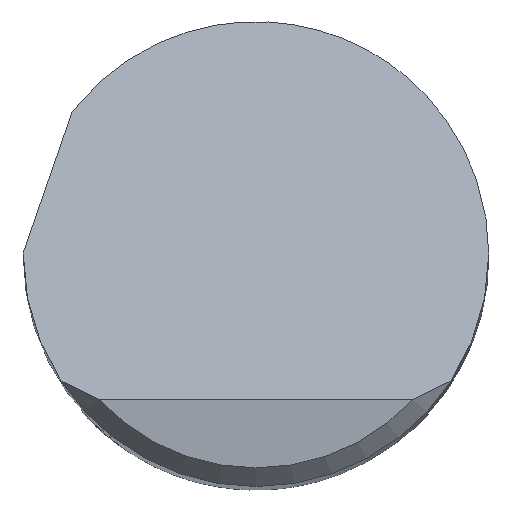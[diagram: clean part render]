
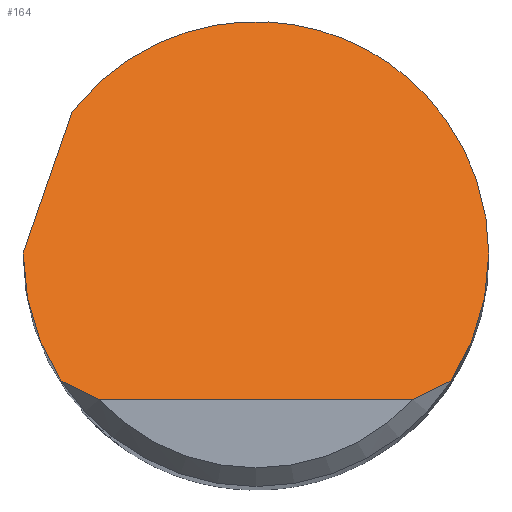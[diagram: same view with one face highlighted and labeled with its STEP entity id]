
A CAD part, top view. The second image highlights one B-rep face of the part: STEP entity #164.
In plain terms, the highlighted planar face has unit normal (0, 0.707, 0.707).
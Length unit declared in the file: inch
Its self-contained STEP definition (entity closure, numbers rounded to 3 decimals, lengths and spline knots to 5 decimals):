
#1 = CARTESIAN_POINT ( 'NONE',  ( 0.1875, -0.03666, 1.91916 ) ) ;
#4 = CARTESIAN_POINT ( 'NONE',  ( 0.1369, -0.11288, 1.99538 ) ) ;
#26 = CARTESIAN_POINT ( 'NONE',  ( -0.1875, 0., 1.8825 ) ) ;
#59 = LINE ( 'NONE', #510, #485 ) ;
#74 = CARTESIAN_POINT ( 'NONE',  ( -0.12629, -0.1175, 2. ) ) ;
#78 = LINE ( 'NONE', #612, #667 ) ;
#92 = CARTESIAN_POINT ( 'NONE',  ( -0.1875, 0., 1.8825 ) ) ;
#107 = CARTESIAN_POINT ( 'NONE',  ( -0.1875, 0.00067, 1.88183 ) ) ;
#109 = CARTESIAN_POINT ( 'NONE',  ( 0.12629, -0.1175, 2. ) ) ;
#117 = VERTEX_POINT ( 'NONE', #109 ) ;
#121 = EDGE_LOOP ( 'NONE', ( #621, #559, #125, #630, #211, #299, #492, #237 ) ) ;
#125 = ORIENTED_EDGE ( 'NONE', *, *, #598, .F. ) ;
#130 = VERTEX_POINT ( 'NONE', #243 ) ;
#138 = CARTESIAN_POINT ( 'NONE',  ( -0.1369, -0.11288, 1.99538 ) ) ;
#164 = ADVANCED_FACE ( 'NONE', ( #823 ), #763, .F. ) ;
#175 = CARTESIAN_POINT ( 'NONE',  ( -0.1875, -0.1175, 2. ) ) ;
#200 = DIRECTION ( 'NONE',  ( 0.238, 0.687, -0.687 ) ) ;
#204 = EDGE_CURVE ( 'NONE', #822, #130, #59, .T. ) ;
#208 = CARTESIAN_POINT ( 'NONE',  ( -0.14711, -0.10785, 1.99035 ) ) ;
#209 = CARTESIAN_POINT ( 'NONE',  ( -0.01587, 0.28485, 1.59765 ) ) ;
#211 = ORIENTED_EDGE ( 'NONE', *, *, #204, .F. ) ;
#218 = CARTESIAN_POINT ( 'NONE',  ( -0.14795, 0.11518, 1.76732 ) ) ;
#234 = DIRECTION ( 'NONE',  ( 0., -0.707, -0.707 ) ) ;
#237 = ORIENTED_EDGE ( 'NONE', *, *, #431, .T. ) ;
#243 = CARTESIAN_POINT ( 'NONE',  ( -0.14795, 0.11518, 1.76732 ) ) ;
#277 = CARTESIAN_POINT ( 'NONE',  ( 0.157, -0.1025, 1.985 ) ) ;
#299 = ORIENTED_EDGE ( 'NONE', *, *, #503, .F. ) ;
#302 = CARTESIAN_POINT ( 'NONE',  ( -0.157, -0.1025, 1.985 ) ) ;
#395 = CARTESIAN_POINT ( 'NONE',  ( 0.12629, -0.1175, 2. ) ) ;
#403 = DIRECTION ( 'NONE',  ( 1., 0., 0. ) ) ;
#431 = EDGE_CURVE ( 'NONE', #496, #795, #793, .T. ) ;
#438 =( BOUNDED_CURVE ( )  B_SPLINE_CURVE ( 3, ( #523, #1, #646, #586 ),
 .UNSPECIFIED., .F., .F. ) 
 B_SPLINE_CURVE_WITH_KNOTS ( ( 4, 4 ),
 ( 1.5708, 2.14917 ),
 .UNSPECIFIED. ) 
 CURVE ( )  GEOMETRIC_REPRESENTATION_ITEM ( )  RATIONAL_B_SPLINE_CURVE ( ( 1., 0.972, 0.972, 1. ) ) 
 REPRESENTATION_ITEM ( '' )  );
#461 =( BOUNDED_CURVE ( )  B_SPLINE_CURVE ( 3, ( #218, #209, #726, #478 ),
 .UNSPECIFIED., .F., .F. ) 
 B_SPLINE_CURVE_WITH_KNOTS ( ( 4, 4 ),
 ( 5.37386, 7.85398 ),
 .UNSPECIFIED. ) 
 CURVE ( )  GEOMETRIC_REPRESENTATION_ITEM ( )  RATIONAL_B_SPLINE_CURVE ( ( 1., 0.55, 0.55, 1. ) ) 
 REPRESENTATION_ITEM ( '' )  );
#478 = CARTESIAN_POINT ( 'NONE',  ( 0.1875, 0., 1.8825 ) ) ;
#485 = VECTOR ( 'NONE', #200, 39.37008 ) ;
#487 = CARTESIAN_POINT ( 'NONE',  ( 0.1875, 0., 1.8825 ) ) ;
#492 = ORIENTED_EDGE ( 'NONE', *, *, #512, .F. ) ;
#496 = VERTEX_POINT ( 'NONE', #697 ) ;
#503 = EDGE_CURVE ( 'NONE', #777, #822, #551, .T. ) ;
#510 = CARTESIAN_POINT ( 'NONE',  ( -0.22622, -0.1108, 1.9933 ) ) ;
#512 = EDGE_CURVE ( 'NONE', #496, #777, #637, .T. ) ;
#523 = CARTESIAN_POINT ( 'NONE',  ( 0.1875, 0., 1.8825 ) ) ;
#524 = VERTEX_POINT ( 'NONE', #487 ) ;
#548 = CARTESIAN_POINT ( 'NONE',  ( -0.12629, -0.1175, 2. ) ) ;
#551 =( BOUNDED_CURVE ( )  B_SPLINE_CURVE ( 3, ( #92, #701, #107, #765 ),
 .UNSPECIFIED., .F., .F. ) 
 B_SPLINE_CURVE_WITH_KNOTS ( ( 4, 4 ),
 ( 4.71239, 4.71772 ),
 .UNSPECIFIED. ) 
 CURVE ( )  GEOMETRIC_REPRESENTATION_ITEM ( )  RATIONAL_B_SPLINE_CURVE ( ( 1., 1., 1., 1. ) ) 
 REPRESENTATION_ITEM ( '' )  );
#555 = AXIS2_PLACEMENT_3D ( 'NONE', #175, #234, #636 ) ;
#559 = ORIENTED_EDGE ( 'NONE', *, *, #774, .T. ) ;
#586 = CARTESIAN_POINT ( 'NONE',  ( 0.157, -0.1025, 1.985 ) ) ;
#598 = EDGE_CURVE ( 'NONE', #524, #756, #438, .T. ) ;
#607 = CARTESIAN_POINT ( 'NONE',  ( 0.14711, -0.10785, 1.99035 ) ) ;
#612 = CARTESIAN_POINT ( 'NONE',  ( 0., -0.1175, 2. ) ) ;
#621 = ORIENTED_EDGE ( 'NONE', *, *, #743, .T. ) ;
#625 = CARTESIAN_POINT ( 'NONE',  ( -0.1875, -0.03666, 1.91916 ) ) ;
#630 = ORIENTED_EDGE ( 'NONE', *, *, #731, .F. ) ;
#636 = DIRECTION ( 'NONE',  ( 0., 0.707, -0.707 ) ) ;
#637 =( BOUNDED_CURVE ( )  B_SPLINE_CURVE ( 3, ( #302, #809, #625, #26 ),
 .UNSPECIFIED., .F., .T. ) 
 B_SPLINE_CURVE_WITH_KNOTS ( ( 4, 4 ),
 ( 4.13401, 4.71239 ),
 .UNSPECIFIED. ) 
 CURVE ( )  GEOMETRIC_REPRESENTATION_ITEM ( )  RATIONAL_B_SPLINE_CURVE ( ( 1., 0.972, 0.972, 1. ) ) 
 REPRESENTATION_ITEM ( '' )  );
#646 = CARTESIAN_POINT ( 'NONE',  ( 0.17704, -0.0718, 1.9543 ) ) ;
#651 = B_SPLINE_CURVE_WITH_KNOTS ( 'NONE', 3,
 ( #395, #4, #607, #277 ),
 .UNSPECIFIED., .F., .F.,
 ( 4, 4 ),
 ( 0., 0.00095 ),
 .UNSPECIFIED. ) ;
#667 = VECTOR ( 'NONE', #403, 39.37008 ) ;
#675 = CARTESIAN_POINT ( 'NONE',  ( 0.157, -0.1025, 1.985 ) ) ;
#681 = CARTESIAN_POINT ( 'NONE',  ( -0.1875, 0.001, 1.8815 ) ) ;
#697 = CARTESIAN_POINT ( 'NONE',  ( -0.157, -0.1025, 1.985 ) ) ;
#701 = CARTESIAN_POINT ( 'NONE',  ( -0.1875, 0.00033, 1.88217 ) ) ;
#726 = CARTESIAN_POINT ( 'NONE',  ( 0.1875, 0.21502, 1.66748 ) ) ;
#731 = EDGE_CURVE ( 'NONE', #130, #524, #461, .T. ) ;
#737 = CARTESIAN_POINT ( 'NONE',  ( -0.1875, 0., 1.8825 ) ) ;
#743 = EDGE_CURVE ( 'NONE', #795, #117, #78, .T. ) ;
#756 = VERTEX_POINT ( 'NONE', #675 ) ;
#763 = PLANE ( 'NONE',  #555 ) ;
#765 = CARTESIAN_POINT ( 'NONE',  ( -0.1875, 0.001, 1.8815 ) ) ;
#774 = EDGE_CURVE ( 'NONE', #117, #756, #651, .T. ) ;
#777 = VERTEX_POINT ( 'NONE', #737 ) ;
#791 = CARTESIAN_POINT ( 'NONE',  ( -0.157, -0.1025, 1.985 ) ) ;
#793 = B_SPLINE_CURVE_WITH_KNOTS ( 'NONE', 3,
 ( #791, #208, #138, #74 ),
 .UNSPECIFIED., .F., .F.,
 ( 4, 4 ),
 ( 0., 0.00095 ),
 .UNSPECIFIED. ) ;
#795 = VERTEX_POINT ( 'NONE', #548 ) ;
#809 = CARTESIAN_POINT ( 'NONE',  ( -0.17704, -0.0718, 1.9543 ) ) ;
#822 = VERTEX_POINT ( 'NONE', #681 ) ;
#823 = FACE_OUTER_BOUND ( 'NONE', #121, .T. ) ;
